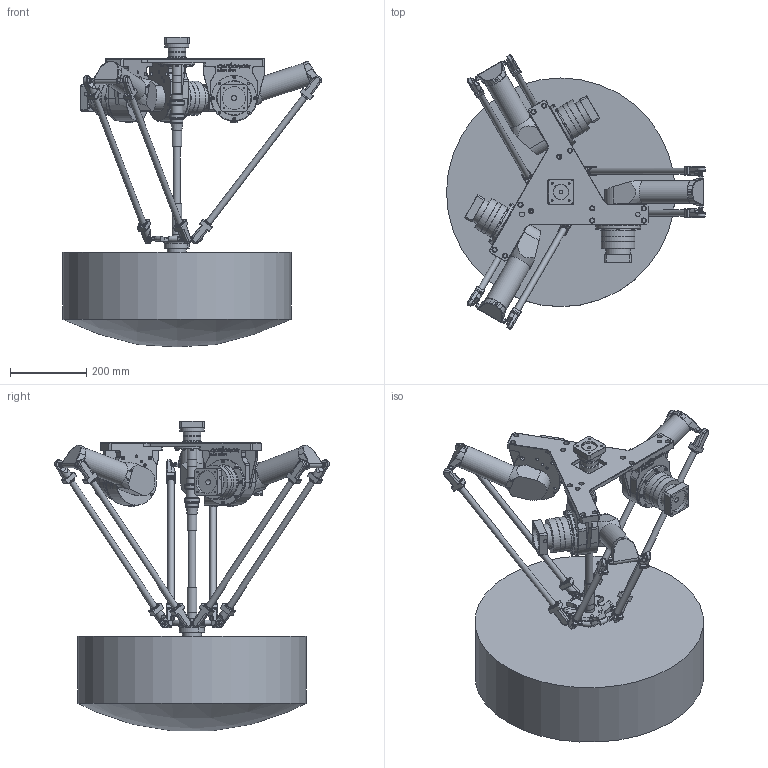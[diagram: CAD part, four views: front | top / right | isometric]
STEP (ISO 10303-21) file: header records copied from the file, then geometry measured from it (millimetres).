
FILE_DESCRIPTION(/* description */ ('Norm.iam Teamplte'),/* implementation_level */ '2;1');
FILE_NAME(/* name */ '3D-model_AL_00002.stp',/* time_stamp */ '2024-07-03T14:22:00+02:00',/* author */ ('lars.merkel'),/* organization */ (''),/* preprocessor_version */ 'ST-DEVELOPER v19.2',/* originating_system */ 'Autodesk Inventor 2023',/* authorisation */ '');
FILE_SCHEMA (('AUTOMOTIVE_DESIGN { 1 0 10303 214 3 1 1 }'));
Products named in the file (13): AL_00002_DUMMY DELTA Robotermechanik RL4-600-1/3kg; MT_BGR00105121 Dummy Roboterbasis; MT_WST00111151 n/a; MT_WST00111188 Getriebe; MT_WST00111340 Dummy Flansch; MT_WST00111349 Getriebe; MT_WST00111166 Oberarm; MT_WST00117176 Unterarm; MT_WST00111341 Dummy Teleskopwelle; MT_WST00111342 Dummy Teleskop oben; MT_WST00111345 Dummy Werkzeugträger; MT_WST00111346 Flansch; MT_WST00111287
Assembly tree (21 placements, depth 3):
  AL_00002_DUMMY DELTA Robotermechanik RL4-600-1/3kg
    MT_BGR00105121 Dummy Roboterbasis
      MT_WST00111151 n/a
      MT_WST00111188 Getriebe  x3
      MT_WST00111340 Dummy Flansch
      MT_WST00111349 Getriebe
    MT_WST00111166 Oberarm  x3
    MT_WST00117176 Unterarm  x6
    MT_WST00111341 Dummy Teleskopwelle
    MT_WST00111342 Dummy Teleskop oben
    MT_WST00111345 Dummy Werkzeugträger
    MT_WST00111346 Flansch
    MT_WST00111287
Bounding box: 679.49 x 720.96 x 812.88 mm (x, y, z)
Volume: 69034612.2 mm3; surface area: 1996400.5 mm2
Topology: 20 solids, 20 shells, 2921 faces, 6871 edges, 4261 vertices
Faces by surface type: plane 1450, cylinder 729, cone 342, bspline 202, torus 133, sphere 65
Full cylindrical faces by diameter (mm): 3.242 x6, 4.134 x16, 4.917 x37, 5.5 x24, 5.8 x4, 6 x4, 6.647 x9, 7 x32, 9 x9, 9.66 x3, 9.8 x3, 10 x3, 10.106 x12, 12 x2, 13 x2, 13.5 x12, 14 x4, 16 x6, 17 x3, 18 x3, 19 x4, 22 x12, 25 x6, 31 x2, 32 x3, 35 x2, 40 x1, 46 x2, 50 x2, 55 x3
Entity records: 63108 total; most frequent: CARTESIAN_POINT 20310, ORIENTED_EDGE 8436, DIRECTION 8431, EDGE_CURVE 4218, AXIS2_PLACEMENT_3D 2971, VERTEX_POINT 2696, LINE 2489, VECTOR 2489
